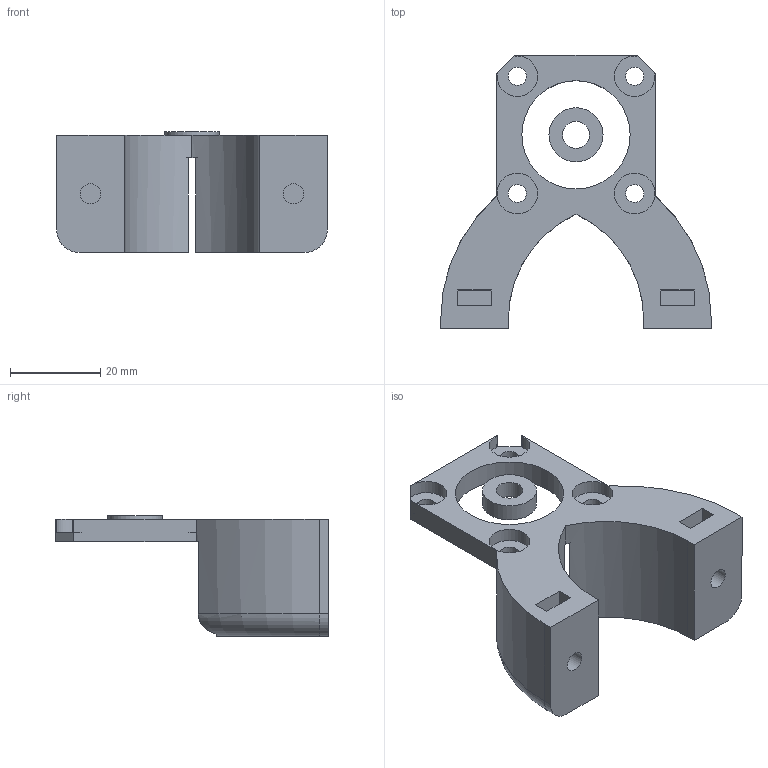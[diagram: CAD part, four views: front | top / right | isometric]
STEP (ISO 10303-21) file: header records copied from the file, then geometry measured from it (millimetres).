
FILE_DESCRIPTION(/* description */ (''),/* implementation_level */ '2;1');
FILE_NAME(/* name */ 'Stepper Holder v17.step',/* time_stamp */ '2022-02-01T16:37:52+00:00',/* author */ (''),/* organization */ (''),/* preprocessor_version */ 'ST-DEVELOPER v18.1',/* originating_system */ 'Autodesk Translation Framework v10.10.0.1391',/* authorisation */ '');
FILE_SCHEMA (('AUTOMOTIVE_DESIGN { 1 0 10303 214 3 1 1 }'));
Length unit declared in the file: millimetre
Products named in the file (1): Stepper Holder
Bounding box: 60 x 60.5 x 26.8 mm (x, y, z)
Volume: 23215.3 mm3; surface area: 10686.5 mm2
Topology: 2 solids, 2 shells, 60 faces, 148 edges, 98 vertices
Faces by surface type: plane 37, cylinder 21, torus 2
Full cylindrical faces by diameter (mm): 4 x4, 4.5 x4, 6 x1, 9 x2, 12 x1, 24 x1
Entity records: 1880 total; most frequent: CARTESIAN_POINT 351, DIRECTION 314, ORIENTED_EDGE 296, EDGE_CURVE 148, AXIS2_PLACEMENT_3D 109, VERTEX_POINT 98, LINE 96, VECTOR 96
